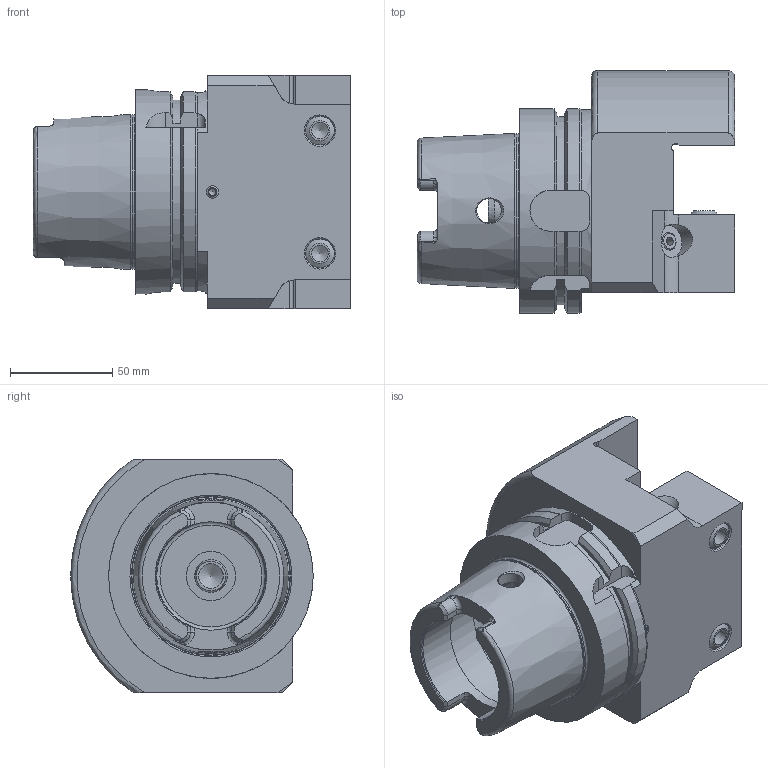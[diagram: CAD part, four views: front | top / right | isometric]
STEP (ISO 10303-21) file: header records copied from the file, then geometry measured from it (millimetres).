
FILE_DESCRIPTION((''),'2;1');
FILE_NAME('590077362105-3D.stp','2021-09-21T14:06:26',('nttooll'),(''),'Autodesk Inventor 2012','Autodesk Inventor 2012','');
FILE_SCHEMA(('AUTOMOTIVE_DESIGN { 1 0 10303 214 1 1 1 1 }'));
Length unit declared in the file: millimetre
Products named in the file (1): 590077362105-3D
Bounding box: 155 x 118.5 x 114 mm (x, y, z)
Volume: 923428.4 mm3; surface area: 97519.3 mm2
Topology: 2 solids, 3 shells, 223 faces, 566 edges, 361 vertices
Faces by surface type: plane 82, cylinder 71, cone 48, torus 18, sphere 4
Full cylindrical faces by diameter (mm): 2.887 x1, 3 x1, 3.464 x1, 4 x2, 4.3 x2, 5 x3, 5.2 x1, 6 x2, 8.083 x2, 10.5 x2, 12 x4, 14 x4, 15.3 x1, 16 x3, 24 x1, 24.4 x1, 25 x1, 53 x1, 53.8 x1, 63 x1, 75.3 x1, 100 x1
Entity records: 6680 total; most frequent: CARTESIAN_POINT 1793, DIRECTION 1023, ORIENTED_EDGE 918, EDGE_CURVE 459, AXIS2_PLACEMENT_3D 431, VERTEX_POINT 330, EDGE_LOOP 321, FACE_OUTER_BOUND 223
